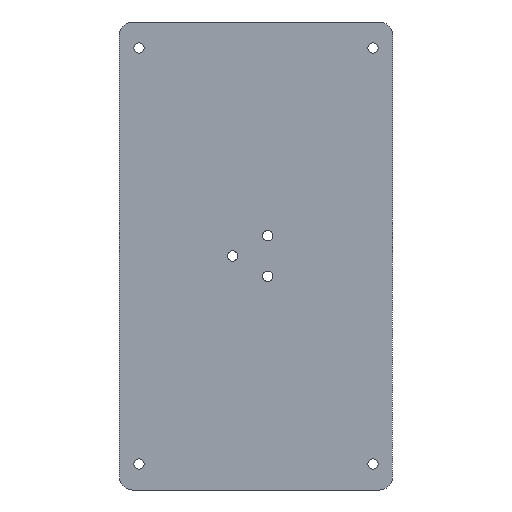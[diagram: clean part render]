
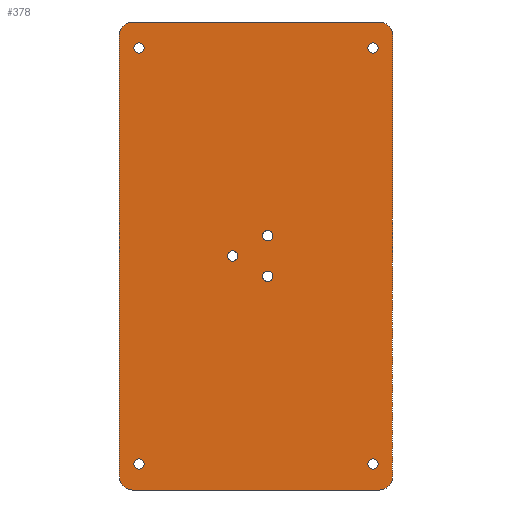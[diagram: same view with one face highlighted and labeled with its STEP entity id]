
A CAD part, front view. The second image highlights one B-rep face of the part: STEP entity #378.
In plain terms, the highlighted planar face has unit normal (0, -1, 0).
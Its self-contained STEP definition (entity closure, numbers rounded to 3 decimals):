
#22=FACE_BOUND('',#76,.T.);
#23=FACE_BOUND('',#77,.T.);
#24=FACE_BOUND('',#78,.T.);
#25=FACE_BOUND('',#79,.T.);
#26=FACE_BOUND('',#80,.T.);
#27=FACE_BOUND('',#81,.T.);
#28=FACE_BOUND('',#82,.T.);
#34=PLANE('',#444);
#51=FACE_OUTER_BOUND('',#75,.T.);
#75=EDGE_LOOP('',(#336,#337,#338,#339,#340,#341,#342,#343));
#76=EDGE_LOOP('',(#344));
#77=EDGE_LOOP('',(#345));
#78=EDGE_LOOP('',(#346));
#79=EDGE_LOOP('',(#347));
#80=EDGE_LOOP('',(#348));
#81=EDGE_LOOP('',(#349));
#82=EDGE_LOOP('',(#350));
#90=LINE('',#601,#113);
#96=LINE('',#637,#119);
#99=LINE('',#645,#122);
#101=LINE('',#651,#124);
#113=VECTOR('',#486,10.);
#119=VECTOR('',#522,10.);
#122=VECTOR('',#531,10.);
#124=VECTOR('',#539,10.);
#131=CIRCLE('',#402,2.);
#134=CIRCLE('',#406,2.);
#137=CIRCLE('',#410,2.);
#138=CIRCLE('',#412,5.);
#151=CIRCLE('',#428,5.);
#152=CIRCLE('',#431,5.);
#153=CIRCLE('',#434,5.);
#154=CIRCLE('',#437,2.);
#155=CIRCLE('',#439,2.);
#156=CIRCLE('',#441,2.);
#157=CIRCLE('',#443,2.);
#160=VERTEX_POINT('',#568);
#163=VERTEX_POINT('',#576);
#166=VERTEX_POINT('',#584);
#167=VERTEX_POINT('',#588);
#168=VERTEX_POINT('',#589);
#172=VERTEX_POINT('',#599);
#186=VERTEX_POINT('',#631);
#187=VERTEX_POINT('',#635);
#188=VERTEX_POINT('',#639);
#189=VERTEX_POINT('',#643);
#190=VERTEX_POINT('',#647);
#191=VERTEX_POINT('',#653);
#192=VERTEX_POINT('',#657);
#193=VERTEX_POINT('',#661);
#194=VERTEX_POINT('',#665);
#198=EDGE_CURVE('',#160,#160,#131,.T.);
#202=EDGE_CURVE('',#163,#163,#134,.T.);
#206=EDGE_CURVE('',#166,#166,#137,.T.);
#207=EDGE_CURVE('',#167,#168,#138,.T.);
#213=EDGE_CURVE('',#167,#172,#90,.T.);
#228=EDGE_CURVE('',#186,#172,#151,.T.);
#231=EDGE_CURVE('',#186,#187,#96,.T.);
#232=EDGE_CURVE('',#188,#187,#152,.T.);
#235=EDGE_CURVE('',#188,#189,#99,.T.);
#236=EDGE_CURVE('',#190,#189,#153,.T.);
#238=EDGE_CURVE('',#190,#168,#101,.T.);
#240=EDGE_CURVE('',#191,#191,#154,.T.);
#242=EDGE_CURVE('',#192,#192,#155,.T.);
#244=EDGE_CURVE('',#193,#193,#156,.T.);
#246=EDGE_CURVE('',#194,#194,#157,.T.);
#336=ORIENTED_EDGE('',*,*,#207,.F.);
#337=ORIENTED_EDGE('',*,*,#213,.T.);
#338=ORIENTED_EDGE('',*,*,#228,.F.);
#339=ORIENTED_EDGE('',*,*,#231,.T.);
#340=ORIENTED_EDGE('',*,*,#232,.F.);
#341=ORIENTED_EDGE('',*,*,#235,.T.);
#342=ORIENTED_EDGE('',*,*,#236,.F.);
#343=ORIENTED_EDGE('',*,*,#238,.T.);
#344=ORIENTED_EDGE('',*,*,#198,.T.);
#345=ORIENTED_EDGE('',*,*,#202,.T.);
#346=ORIENTED_EDGE('',*,*,#206,.T.);
#347=ORIENTED_EDGE('',*,*,#240,.T.);
#348=ORIENTED_EDGE('',*,*,#242,.T.);
#349=ORIENTED_EDGE('',*,*,#244,.T.);
#350=ORIENTED_EDGE('',*,*,#246,.T.);
#378=ADVANCED_FACE('',(#51,#22,#23,#24,#25,#26,#27,#28),#34,.F.);
#402=AXIS2_PLACEMENT_3D('',#570,#454,#455);
#406=AXIS2_PLACEMENT_3D('',#578,#463,#464);
#410=AXIS2_PLACEMENT_3D('',#586,#472,#473);
#412=AXIS2_PLACEMENT_3D('',#590,#476,#477);
#428=AXIS2_PLACEMENT_3D('',#632,#516,#517);
#431=AXIS2_PLACEMENT_3D('',#640,#525,#526);
#434=AXIS2_PLACEMENT_3D('',#648,#534,#535);
#437=AXIS2_PLACEMENT_3D('',#655,#543,#544);
#439=AXIS2_PLACEMENT_3D('',#659,#548,#549);
#441=AXIS2_PLACEMENT_3D('',#663,#553,#554);
#443=AXIS2_PLACEMENT_3D('',#667,#558,#559);
#444=AXIS2_PLACEMENT_3D('',#668,#560,#561);
#454=DIRECTION('center_axis',(0.,1.,0.));
#455=DIRECTION('ref_axis',(1.,0.,0.));
#463=DIRECTION('center_axis',(0.,1.,0.));
#464=DIRECTION('ref_axis',(1.,0.,0.));
#472=DIRECTION('center_axis',(0.,1.,0.));
#473=DIRECTION('ref_axis',(1.,0.,0.));
#476=DIRECTION('center_axis',(0.,1.,0.));
#477=DIRECTION('ref_axis',(0.707,0.,-0.707));
#486=DIRECTION('',(0.,0.,1.));
#516=DIRECTION('center_axis',(0.,1.,0.));
#517=DIRECTION('ref_axis',(0.707,0.,0.707));
#522=DIRECTION('',(-1.,0.,0.));
#525=DIRECTION('center_axis',(0.,1.,0.));
#526=DIRECTION('ref_axis',(-0.707,0.,0.707));
#531=DIRECTION('',(0.,0.,-1.));
#534=DIRECTION('center_axis',(0.,1.,0.));
#535=DIRECTION('ref_axis',(-0.707,0.,-0.707));
#539=DIRECTION('',(1.,0.,0.));
#543=DIRECTION('center_axis',(0.,1.,0.));
#544=DIRECTION('ref_axis',(1.,0.,0.));
#548=DIRECTION('center_axis',(0.,1.,0.));
#549=DIRECTION('ref_axis',(1.,0.,0.));
#553=DIRECTION('center_axis',(0.,1.,0.));
#554=DIRECTION('ref_axis',(1.,0.,0.));
#558=DIRECTION('center_axis',(0.,1.,0.));
#559=DIRECTION('ref_axis',(1.,0.,0.));
#560=DIRECTION('center_axis',(0.,1.,0.));
#561=DIRECTION('ref_axis',(0.,0.,1.));
#568=CARTESIAN_POINT('',(2.5,0.,-7.794));
#570=CARTESIAN_POINT('Origin',(4.5,0.,-7.794));
#576=CARTESIAN_POINT('',(2.5,0.,7.794));
#578=CARTESIAN_POINT('Origin',(4.5,0.,7.794));
#584=CARTESIAN_POINT('',(-11.,0.,0.));
#586=CARTESIAN_POINT('Origin',(-9.,0.,0.));
#588=CARTESIAN_POINT('',(52.5,0.,-85.));
#589=CARTESIAN_POINT('',(47.5,0.,-90.));
#590=CARTESIAN_POINT('Origin',(47.5,0.,-85.));
#599=CARTESIAN_POINT('',(52.5,0.,85.));
#601=CARTESIAN_POINT('',(52.5,0.,45.));
#631=CARTESIAN_POINT('',(47.5,0.,90.));
#632=CARTESIAN_POINT('Origin',(47.5,0.,85.));
#635=CARTESIAN_POINT('',(-47.5,0.,90.));
#637=CARTESIAN_POINT('',(-26.25,0.,90.));
#639=CARTESIAN_POINT('',(-52.5,0.,85.));
#640=CARTESIAN_POINT('Origin',(-47.5,0.,85.));
#643=CARTESIAN_POINT('',(-52.5,0.,-85.));
#645=CARTESIAN_POINT('',(-52.5,0.,-45.));
#647=CARTESIAN_POINT('',(-47.5,0.,-90.));
#648=CARTESIAN_POINT('Origin',(-47.5,0.,-85.));
#651=CARTESIAN_POINT('',(26.25,0.,-90.));
#653=CARTESIAN_POINT('',(43.,0.,-80.));
#655=CARTESIAN_POINT('Origin',(45.,0.,-80.));
#657=CARTESIAN_POINT('',(-47.,0.,-80.));
#659=CARTESIAN_POINT('Origin',(-45.,0.,-80.));
#661=CARTESIAN_POINT('',(43.,0.,80.));
#663=CARTESIAN_POINT('Origin',(45.,0.,80.));
#665=CARTESIAN_POINT('',(-47.,0.,80.));
#667=CARTESIAN_POINT('Origin',(-45.,0.,80.));
#668=CARTESIAN_POINT('Origin',(0.,0.,0.));
